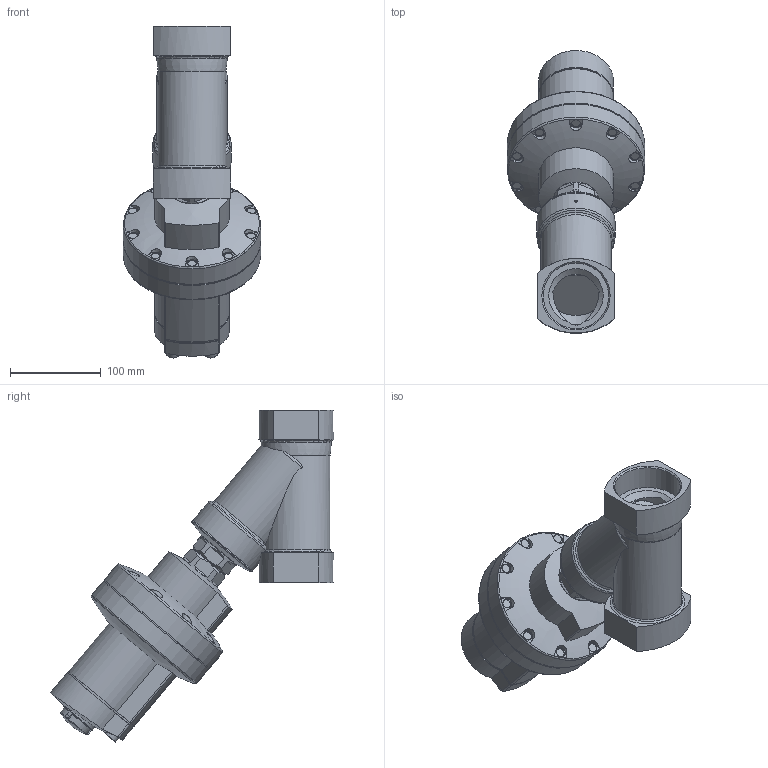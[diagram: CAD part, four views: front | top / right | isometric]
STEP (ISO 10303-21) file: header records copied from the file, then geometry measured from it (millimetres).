
FILE_DESCRIPTION(/* description */ ('STEP AP214'),/* implementation_level */ '2;1');
FILE_NAME(/* name */ '8060540_VZXA-B-TS6-65-M2-V13T-5_6-M-90-26-V4',/* time_stamp */ '2024-09-18T11:37:46+02:00',/* author */ ('License CC BY-ND 4.0'),/* organization */ ('CADENAS'),/* preprocessor_version */ 'ST-DEVELOPER v19.3',/* originating_system */ 'PARTsolutions',/* authorisation */ ' ');
FILE_SCHEMA (('FEATURE_BASED_PROCESS_PLANNING','TECHNICAL_DATA_PACKAGING','MODEL_BASED_INTEGRATED_MANUFACTURING_SCHEMA','PROCESS_PLANNING_SCHEMA','AUTOMOTIVE_DESIGN {1 0 10303 214 3 1 1}'));
Length unit declared in the file: millimetre
Products named in the file (5): 8060540 VZXA-B-TS6-65-M2-V13T-5.6-M-90-26-V4---(0); 3539411 VZZA---T-S6-65-M2-V13-T; 3539414 DFPM_h---(0); 3539412 DFPK-75---(-_V4cap); 2284889 DFPK---(cover)
Assembly tree (4 placements, depth 2):
  8060540 VZXA-B-TS6-65-M2-V13T-5.6-M-90-26-V4---(0)
    3539411 VZZA---T-S6-65-M2-V13-T
    3539414 DFPM_h---(0)
    3539412 DFPK-75---(-_V4cap)
    2284889 DFPK---(cover)
Bounding box: 151.3 x 311.76 x 365.62 mm (x, y, z)
Volume: 2680102.1 mm3; surface area: 275461.6 mm2
Topology: 4 solids, 4 shells, 526 faces, 1235 edges, 791 vertices
Faces by surface type: plane 215, cylinder 151, cone 92, torus 58, sphere 10
Full cylindrical faces by diameter (mm): 2.5 x2, 3 x3, 4 x2, 5.8 x2, 6 x2, 7 x2, 7.2 x2, 8.2 x1, 8.566 x2, 9.5 x10, 9.8 x1, 10 x4, 10.15 x2, 15 x2, 16 x4, 16.2 x1, 17 x1, 17.7 x1, 18.2 x1, 20 x1, 28 x1, 28.5 x1, 33.1 x1, 33.376 x1, 33.835 x1, 36 x1, 36.5 x1, 37 x3, 37.8 x1, 37.835 x1
Entity records: 16048 total; most frequent: CARTESIAN_POINT 3279, DIRECTION 2375, ORIENTED_EDGE 1992, AXIS2_PLACEMENT_3D 1040, EDGE_CURVE 996, FACE_BOUND 798, EDGE_LOOP 796, VERTEX_POINT 742
